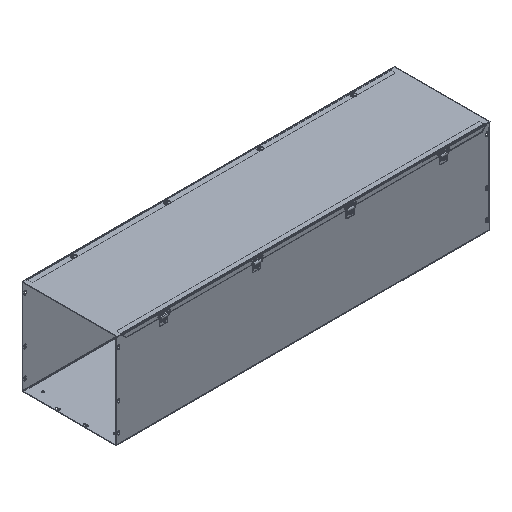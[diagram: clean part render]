
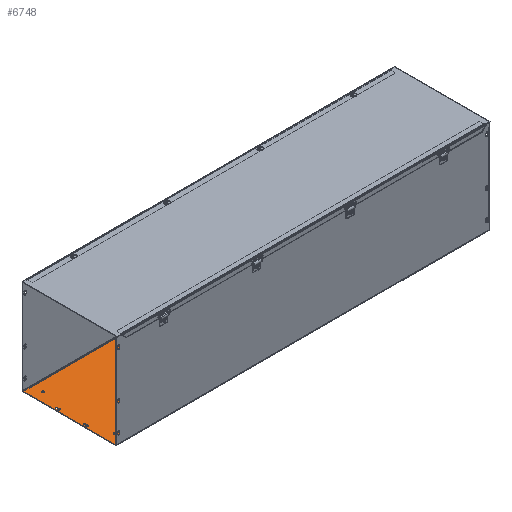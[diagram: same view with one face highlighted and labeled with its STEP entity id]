
A CAD part, isometric view. The second image highlights one B-rep face of the part: STEP entity #6748.
In plain terms, the highlighted planar face has unit normal (0, 0, 1).
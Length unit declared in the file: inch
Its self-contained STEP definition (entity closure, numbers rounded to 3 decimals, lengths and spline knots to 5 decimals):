
#392=LINE('',#10107,#1017);
#396=LINE('',#10118,#1021);
#400=LINE('',#10131,#1025);
#404=LINE('',#10142,#1029);
#406=LINE('',#10147,#1031);
#411=LINE('',#10161,#1036);
#414=LINE('',#10171,#1039);
#419=LINE('',#10185,#1044);
#535=LINE('',#10545,#1160);
#541=LINE('',#10565,#1166);
#543=LINE('',#10568,#1168);
#545=LINE('',#10572,#1170);
#1017=VECTOR('',#8070,0.25);
#1021=VECTOR('',#8082,0.25);
#1025=VECTOR('',#8094,0.25);
#1029=VECTOR('',#8106,0.25);
#1031=VECTOR('',#8110,0.25);
#1036=VECTOR('',#8123,0.25);
#1039=VECTOR('',#8134,0.25);
#1044=VECTOR('',#8147,0.25);
#1160=VECTOR('',#8443,48.);
#1166=VECTOR('',#8469,48.);
#1168=VECTOR('',#8473,11.9375);
#1170=VECTOR('',#8479,11.9375);
#1573=PLANE('',#7239);
#1800=FACE_BOUND('',#2485,.T.);
#1801=FACE_BOUND('',#2486,.T.);
#1802=FACE_BOUND('',#2487,.T.);
#1803=FACE_BOUND('',#2488,.T.);
#1804=FACE_BOUND('',#2489,.T.);
#1805=FACE_BOUND('',#2490,.T.);
#1806=FACE_BOUND('',#2491,.T.);
#1807=FACE_BOUND('',#2492,.T.);
#2038=FACE_OUTER_BOUND('',#2484,.T.);
#2484=EDGE_LOOP('',(#5403,#5404,#5405,#5406));
#2485=EDGE_LOOP('',(#5407,#5408,#5409,#5410));
#2486=EDGE_LOOP('',(#5411,#5412,#5413,#5414));
#2487=EDGE_LOOP('',(#5415,#5416,#5417,#5418));
#2488=EDGE_LOOP('',(#5419,#5420,#5421,#5422));
#2489=EDGE_LOOP('',(#5423));
#2490=EDGE_LOOP('',(#5424));
#2491=EDGE_LOOP('',(#5425));
#2492=EDGE_LOOP('',(#5426));
#2813=CIRCLE('',#7108,0.125);
#2815=CIRCLE('',#7112,0.125);
#2817=CIRCLE('',#7116,0.125);
#2819=CIRCLE('',#7120,0.125);
#2821=CIRCLE('',#7125,0.125);
#2823=CIRCLE('',#7129,0.125);
#2825=CIRCLE('',#7133,0.125);
#2827=CIRCLE('',#7137,0.125);
#2838=CIRCLE('',#7161,0.125);
#2840=CIRCLE('',#7164,0.125);
#2842=CIRCLE('',#7167,0.125);
#2844=CIRCLE('',#7170,0.125);
#3155=VERTEX_POINT('',#10097);
#3156=VERTEX_POINT('',#10098);
#3159=VERTEX_POINT('',#10106);
#3161=VERTEX_POINT('',#10112);
#3163=VERTEX_POINT('',#10121);
#3164=VERTEX_POINT('',#10122);
#3167=VERTEX_POINT('',#10130);
#3169=VERTEX_POINT('',#10136);
#3171=VERTEX_POINT('',#10145);
#3172=VERTEX_POINT('',#10146);
#3175=VERTEX_POINT('',#10154);
#3177=VERTEX_POINT('',#10160);
#3179=VERTEX_POINT('',#10169);
#3180=VERTEX_POINT('',#10170);
#3183=VERTEX_POINT('',#10178);
#3185=VERTEX_POINT('',#10184);
#3212=VERTEX_POINT('',#10323);
#3214=VERTEX_POINT('',#10328);
#3216=VERTEX_POINT('',#10333);
#3218=VERTEX_POINT('',#10338);
#3278=VERTEX_POINT('',#10536);
#3279=VERTEX_POINT('',#10540);
#3282=VERTEX_POINT('',#10556);
#3283=VERTEX_POINT('',#10560);
#3841=EDGE_CURVE('',#3155,#3156,#2813,.T.);
#3845=EDGE_CURVE('',#3156,#3159,#392,.T.);
#3848=EDGE_CURVE('',#3159,#3161,#2815,.T.);
#3851=EDGE_CURVE('',#3161,#3155,#396,.T.);
#3853=EDGE_CURVE('',#3163,#3164,#2817,.T.);
#3857=EDGE_CURVE('',#3164,#3167,#400,.T.);
#3860=EDGE_CURVE('',#3167,#3169,#2819,.T.);
#3863=EDGE_CURVE('',#3169,#3163,#404,.T.);
#3865=EDGE_CURVE('',#3171,#3172,#406,.T.);
#3869=EDGE_CURVE('',#3175,#3171,#2821,.T.);
#3872=EDGE_CURVE('',#3177,#3175,#411,.T.);
#3875=EDGE_CURVE('',#3172,#3177,#2823,.T.);
#3877=EDGE_CURVE('',#3179,#3180,#414,.T.);
#3881=EDGE_CURVE('',#3180,#3183,#2825,.T.);
#3884=EDGE_CURVE('',#3183,#3185,#419,.T.);
#3887=EDGE_CURVE('',#3185,#3179,#2827,.T.);
#3924=EDGE_CURVE('',#3212,#3212,#2838,.T.);
#3926=EDGE_CURVE('',#3214,#3214,#2840,.T.);
#3928=EDGE_CURVE('',#3216,#3216,#2842,.T.);
#3930=EDGE_CURVE('',#3218,#3218,#2844,.T.);
#4033=EDGE_CURVE('',#3278,#3279,#535,.T.);
#4043=EDGE_CURVE('',#3282,#3283,#541,.T.);
#4045=EDGE_CURVE('',#3278,#3283,#543,.T.);
#4047=EDGE_CURVE('',#3282,#3279,#545,.T.);
#5403=ORIENTED_EDGE('',*,*,#4043,.T.);
#5404=ORIENTED_EDGE('',*,*,#4045,.F.);
#5405=ORIENTED_EDGE('',*,*,#4033,.T.);
#5406=ORIENTED_EDGE('',*,*,#4047,.F.);
#5407=ORIENTED_EDGE('',*,*,#3841,.T.);
#5408=ORIENTED_EDGE('',*,*,#3845,.T.);
#5409=ORIENTED_EDGE('',*,*,#3848,.T.);
#5410=ORIENTED_EDGE('',*,*,#3851,.T.);
#5411=ORIENTED_EDGE('',*,*,#3853,.T.);
#5412=ORIENTED_EDGE('',*,*,#3857,.T.);
#5413=ORIENTED_EDGE('',*,*,#3860,.T.);
#5414=ORIENTED_EDGE('',*,*,#3863,.T.);
#5415=ORIENTED_EDGE('',*,*,#3865,.T.);
#5416=ORIENTED_EDGE('',*,*,#3875,.T.);
#5417=ORIENTED_EDGE('',*,*,#3872,.T.);
#5418=ORIENTED_EDGE('',*,*,#3869,.T.);
#5419=ORIENTED_EDGE('',*,*,#3877,.T.);
#5420=ORIENTED_EDGE('',*,*,#3881,.T.);
#5421=ORIENTED_EDGE('',*,*,#3884,.T.);
#5422=ORIENTED_EDGE('',*,*,#3887,.T.);
#5423=ORIENTED_EDGE('',*,*,#3924,.T.);
#5424=ORIENTED_EDGE('',*,*,#3926,.T.);
#5425=ORIENTED_EDGE('',*,*,#3928,.T.);
#5426=ORIENTED_EDGE('',*,*,#3930,.T.);
#6748=ADVANCED_FACE('',(#2038,#1800,#1801,#1802,#1803,#1804,#1805,#1806,
#1807),#1573,.T.);
#7108=AXIS2_PLACEMENT_3D('',#10099,#8062,#8063);
#7112=AXIS2_PLACEMENT_3D('',#10113,#8075,#8076);
#7116=AXIS2_PLACEMENT_3D('',#10123,#8086,#8087);
#7120=AXIS2_PLACEMENT_3D('',#10137,#8099,#8100);
#7125=AXIS2_PLACEMENT_3D('',#10155,#8116,#8117);
#7129=AXIS2_PLACEMENT_3D('',#10166,#8128,#8129);
#7133=AXIS2_PLACEMENT_3D('',#10179,#8140,#8141);
#7137=AXIS2_PLACEMENT_3D('',#10190,#8152,#8153);
#7161=AXIS2_PLACEMENT_3D('',#10324,#8224,#8225);
#7164=AXIS2_PLACEMENT_3D('',#10329,#8230,#8231);
#7167=AXIS2_PLACEMENT_3D('',#10334,#8236,#8237);
#7170=AXIS2_PLACEMENT_3D('',#10339,#8242,#8243);
#7239=AXIS2_PLACEMENT_3D('',#10573,#8480,#8481);
#8062=DIRECTION('center_axis',(0.,0.,-1.));
#8063=DIRECTION('ref_axis',(1.,0.,0.));
#8070=DIRECTION('',(0.,1.,0.));
#8075=DIRECTION('center_axis',(0.,0.,-1.));
#8076=DIRECTION('ref_axis',(-1.,0.,0.));
#8082=DIRECTION('',(0.,-1.,0.));
#8086=DIRECTION('center_axis',(0.,0.,-1.));
#8087=DIRECTION('ref_axis',(1.,0.,0.));
#8094=DIRECTION('',(0.,1.,0.));
#8099=DIRECTION('center_axis',(0.,0.,-1.));
#8100=DIRECTION('ref_axis',(-1.,0.,0.));
#8106=DIRECTION('',(0.,-1.,0.));
#8110=DIRECTION('',(0.,-1.,0.));
#8116=DIRECTION('center_axis',(0.,0.,-1.));
#8117=DIRECTION('ref_axis',(-1.,0.,0.));
#8123=DIRECTION('',(0.,1.,0.));
#8128=DIRECTION('center_axis',(0.,0.,-1.));
#8129=DIRECTION('ref_axis',(1.,0.,0.));
#8134=DIRECTION('',(0.,1.,0.));
#8140=DIRECTION('center_axis',(0.,0.,-1.));
#8141=DIRECTION('ref_axis',(1.,0.,0.));
#8147=DIRECTION('',(0.,-1.,0.));
#8152=DIRECTION('center_axis',(0.,0.,-1.));
#8153=DIRECTION('ref_axis',(-1.,0.,0.));
#8224=DIRECTION('center_axis',(0.,0.,-1.));
#8225=DIRECTION('ref_axis',(1.,0.,0.));
#8230=DIRECTION('center_axis',(0.,0.,-1.));
#8231=DIRECTION('ref_axis',(1.,0.,0.));
#8236=DIRECTION('center_axis',(0.,0.,-1.));
#8237=DIRECTION('ref_axis',(1.,0.,0.));
#8242=DIRECTION('center_axis',(0.,0.,-1.));
#8243=DIRECTION('ref_axis',(1.,0.,0.));
#8443=DIRECTION('',(1.,0.,0.));
#8469=DIRECTION('',(-1.,0.,0.));
#8473=DIRECTION('',(0.,1.,0.));
#8479=DIRECTION('',(0.,-1.,0.));
#8480=DIRECTION('center_axis',(0.,0.,1.));
#8481=DIRECTION('ref_axis',(1.,0.,0.));
#10097=CARTESIAN_POINT('',(47.8125,4.0625,0.074));
#10098=CARTESIAN_POINT('',(47.5625,4.0625,0.074));
#10099=CARTESIAN_POINT('Origin',(47.6875,4.0625,0.074));
#10106=CARTESIAN_POINT('',(47.5625,4.3125,0.074));
#10107=CARTESIAN_POINT('',(47.5625,5.03125,0.074));
#10112=CARTESIAN_POINT('',(47.8125,4.3125,0.074));
#10113=CARTESIAN_POINT('Origin',(47.6875,4.3125,0.074));
#10118=CARTESIAN_POINT('',(47.8125,5.15625,0.074));
#10121=CARTESIAN_POINT('',(0.4375,4.0625,0.074));
#10122=CARTESIAN_POINT('',(0.1875,4.0625,0.074));
#10123=CARTESIAN_POINT('Origin',(0.3125,4.0625,0.074));
#10130=CARTESIAN_POINT('',(0.1875,4.3125,0.074));
#10131=CARTESIAN_POINT('',(0.1875,5.03125,0.074));
#10136=CARTESIAN_POINT('',(0.4375,4.3125,0.074));
#10137=CARTESIAN_POINT('Origin',(0.3125,4.3125,0.074));
#10142=CARTESIAN_POINT('',(0.4375,5.15625,0.074));
#10145=CARTESIAN_POINT('',(47.8125,7.9375,0.074));
#10146=CARTESIAN_POINT('',(47.8125,7.6875,0.074));
#10147=CARTESIAN_POINT('',(47.8125,6.84375,0.074));
#10154=CARTESIAN_POINT('',(47.5625,7.9375,0.074));
#10155=CARTESIAN_POINT('Origin',(47.6875,7.9375,0.074));
#10160=CARTESIAN_POINT('',(47.5625,7.6875,0.074));
#10161=CARTESIAN_POINT('',(47.5625,6.96875,0.074));
#10166=CARTESIAN_POINT('Origin',(47.6875,7.6875,0.074));
#10169=CARTESIAN_POINT('',(0.1875,7.6875,0.074));
#10170=CARTESIAN_POINT('',(0.1875,7.9375,0.074));
#10171=CARTESIAN_POINT('',(0.1875,6.84375,0.074));
#10178=CARTESIAN_POINT('',(0.4375,7.9375,0.074));
#10179=CARTESIAN_POINT('Origin',(0.3125,7.9375,0.074));
#10184=CARTESIAN_POINT('',(0.4375,7.6875,0.074));
#10185=CARTESIAN_POINT('',(0.4375,6.96875,0.074));
#10190=CARTESIAN_POINT('Origin',(0.3125,7.6875,0.074));
#10323=CARTESIAN_POINT('',(1.125,1.375,0.074));
#10324=CARTESIAN_POINT('Origin',(1.25,1.375,0.074));
#10328=CARTESIAN_POINT('',(1.125,10.625,0.074));
#10329=CARTESIAN_POINT('Origin',(1.25,10.625,0.074));
#10333=CARTESIAN_POINT('',(46.625,1.375,0.074));
#10334=CARTESIAN_POINT('Origin',(46.75,1.375,0.074));
#10338=CARTESIAN_POINT('',(46.625,10.625,0.074));
#10339=CARTESIAN_POINT('Origin',(46.75,10.625,0.074));
#10536=CARTESIAN_POINT('',(0.,0.03125,0.074));
#10540=CARTESIAN_POINT('',(48.,0.03125,0.074));
#10545=CARTESIAN_POINT('',(36.,0.03125,0.074));
#10556=CARTESIAN_POINT('',(48.,11.96875,0.074));
#10560=CARTESIAN_POINT('',(0.,11.96875,0.074));
#10565=CARTESIAN_POINT('',(12.,11.96875,0.074));
#10568=CARTESIAN_POINT('',(0.,12.,0.074));
#10572=CARTESIAN_POINT('',(48.,0.,0.074));
#10573=CARTESIAN_POINT('Origin',(24.,6.,0.074));
